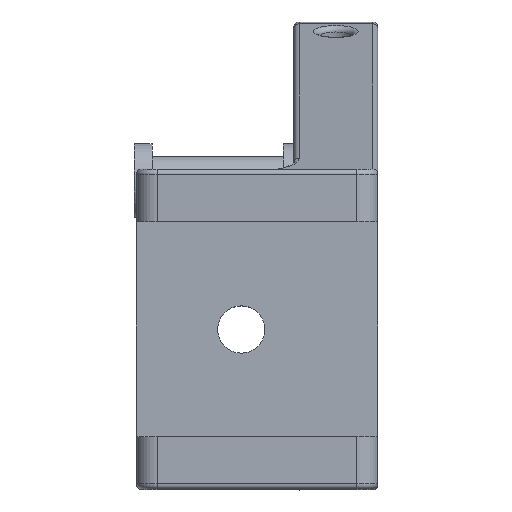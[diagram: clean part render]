
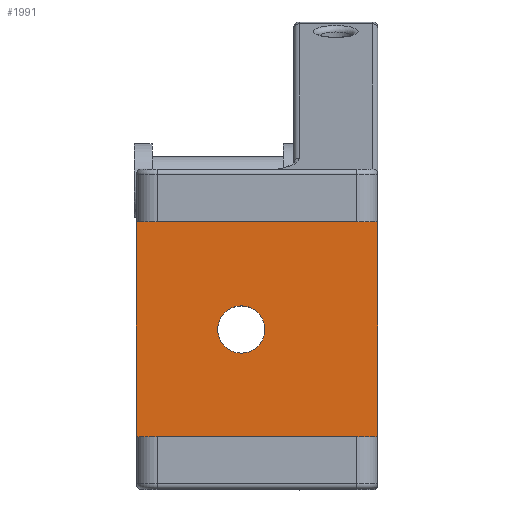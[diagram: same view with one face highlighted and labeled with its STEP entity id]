
A CAD part, top view. The second image highlights one B-rep face of the part: STEP entity #1991.
In plain terms, the highlighted planar face has unit normal (0, 0, 1).
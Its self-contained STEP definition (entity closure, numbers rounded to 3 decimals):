
#114=FACE_BOUND('',#655,.T.);
#157=LINE('',#4108,#280);
#205=LINE('',#4629,#328);
#208=LINE('',#4636,#331);
#210=LINE('',#4643,#333);
#280=VECTOR('',#2441,10.);
#328=VECTOR('',#2757,10.);
#331=VECTOR('',#2766,10.);
#333=VECTOR('',#2774,10.);
#396=PLANE('',#2252);
#513=FACE_OUTER_BOUND('',#654,.T.);
#654=EDGE_LOOP('',(#1850,#1851,#1852,#1853));
#655=EDGE_LOOP('',(#1854));
#796=CIRCLE('',#2240,2.25);
#899=VERTEX_POINT('',#4105);
#900=VERTEX_POINT('',#4107);
#972=VERTEX_POINT('',#4626);
#973=VERTEX_POINT('',#4628);
#996=VERTEX_POINT('',#4900);
#1103=EDGE_CURVE('',#899,#900,#157,.T.);
#1235=EDGE_CURVE('',#972,#973,#205,.T.);
#1239=EDGE_CURVE('',#972,#900,#208,.T.);
#1243=EDGE_CURVE('',#973,#899,#210,.T.);
#1277=EDGE_CURVE('',#996,#996,#796,.T.);
#1850=ORIENTED_EDGE('',*,*,#1239,.T.);
#1851=ORIENTED_EDGE('',*,*,#1103,.F.);
#1852=ORIENTED_EDGE('',*,*,#1243,.F.);
#1853=ORIENTED_EDGE('',*,*,#1235,.F.);
#1854=ORIENTED_EDGE('',*,*,#1277,.T.);
#1991=ADVANCED_FACE('',(#513,#114),#396,.T.);
#2240=AXIS2_PLACEMENT_3D('',#4901,#2837,#2838);
#2252=AXIS2_PLACEMENT_3D('',#4920,#2866,#2867);
#2441=DIRECTION('',(0.,-1.,0.));
#2757=DIRECTION('',(0.,1.,0.));
#2766=DIRECTION('',(1.,0.,0.));
#2774=DIRECTION('',(1.,0.,0.));
#2837=DIRECTION('center_axis',(0.,0.,-1.));
#2838=DIRECTION('ref_axis',(1.,0.,0.));
#2866=DIRECTION('center_axis',(0.,0.,1.));
#2867=DIRECTION('ref_axis',(0.,-1.,0.));
#4105=CARTESIAN_POINT('',(8.,7.,5.));
#4107=CARTESIAN_POINT('',(8.,-13.5,5.));
#4108=CARTESIAN_POINT('',(8.,7.,5.));
#4626=CARTESIAN_POINT('',(-15.,-13.5,5.));
#4628=CARTESIAN_POINT('',(-15.,7.,5.));
#4629=CARTESIAN_POINT('',(-15.,7.,5.));
#4636=CARTESIAN_POINT('',(0.,-13.5,5.));
#4643=CARTESIAN_POINT('',(0.,7.,5.));
#4900=CARTESIAN_POINT('',(-7.25,-3.25,5.));
#4901=CARTESIAN_POINT('Origin',(-5.,-3.25,5.));
#4920=CARTESIAN_POINT('Origin',(0.,7.,5.));
